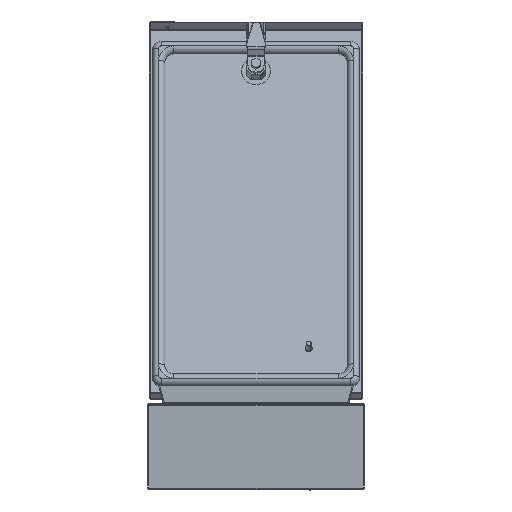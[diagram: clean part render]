
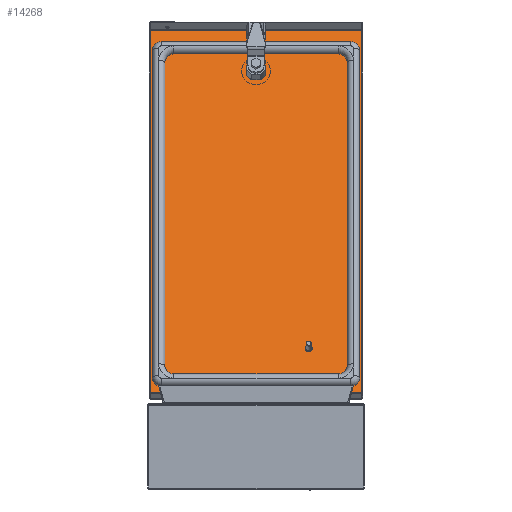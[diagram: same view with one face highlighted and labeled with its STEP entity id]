
A CAD part, left-side view. The second image highlights one B-rep face of the part: STEP entity #14268.
In plain terms, the highlighted face is planar.
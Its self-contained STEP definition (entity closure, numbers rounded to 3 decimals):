
#61 = AXIS2_PLACEMENT_3D ( 'NONE', #7251, #15249, #8790 ) ;
#422 = ORIENTED_EDGE ( 'NONE', *, *, #16586, .F. ) ;
#636 = ORIENTED_EDGE ( 'NONE', *, *, #981, .T. ) ;
#652 = EDGE_CURVE ( 'NONE', #9290, #8370, #12998, .T. ) ;
#859 = DIRECTION ( 'NONE',  ( 0., 0., 1. ) ) ;
#951 = VERTEX_POINT ( 'NONE', #4098 ) ;
#962 = DIRECTION ( 'NONE',  ( 0., 0., -1. ) ) ;
#981 = EDGE_CURVE ( 'NONE', #17515, #15441, #12041, .T. ) ;
#1009 = VECTOR ( 'NONE', #2953, 1000. ) ;
#1034 = CARTESIAN_POINT ( 'NONE',  ( 216.5, -116.5, -1. ) ) ;
#1210 = LINE ( 'NONE', #17063, #1009 ) ;
#1303 = CARTESIAN_POINT ( 'NONE',  ( -179.25, 0., -1. ) ) ;
#1370 = VECTOR ( 'NONE', #14148, 1000. ) ;
#1379 = EDGE_CURVE ( 'NONE', #951, #8712, #5110, .T. ) ;
#1419 = VECTOR ( 'NONE', #14166, 1000. ) ;
#1883 = EDGE_CURVE ( 'NONE', #6019, #6019, #4397, .T. ) ;
#2121 = CARTESIAN_POINT ( 'NONE',  ( -164.363, -10.25, -1. ) ) ;
#2468 = CARTESIAN_POINT ( 'NONE',  ( 0., -10.25, -1. ) ) ;
#2473 = ORIENTED_EDGE ( 'NONE', *, *, #14668, .F. ) ;
#2543 = VERTEX_POINT ( 'NONE', #9806 ) ;
#2783 = VECTOR ( 'NONE', #13691, 1000. ) ;
#2953 = DIRECTION ( 'NONE',  ( 0., -1., 0. ) ) ;
#2963 = DIRECTION ( 'NONE',  ( 1., 0., 0. ) ) ;
#3730 = ORIENTED_EDGE ( 'NONE', *, *, #11113, .T. ) ;
#4098 = CARTESIAN_POINT ( 'NONE',  ( -158.75, 4.637, -1. ) ) ;
#4397 = CIRCLE ( 'NONE', #15938, 0.5 ) ;
#4825 = CARTESIAN_POINT ( 'NONE',  ( 0., 10.25, -1. ) ) ;
#5110 = CIRCLE ( 'NONE', #16623, 11.25 ) ;
#6004 = EDGE_CURVE ( 'NONE', #14534, #9215, #1210, .T. ) ;
#6019 = VERTEX_POINT ( 'NONE', #18343 ) ;
#6148 = EDGE_CURVE ( 'NONE', #8370, #951, #13277, .T. ) ;
#6336 = LINE ( 'NONE', #12408, #1419 ) ;
#6577 = CARTESIAN_POINT ( 'NONE',  ( -164.363, 10.25, -1. ) ) ;
#6628 = CARTESIAN_POINT ( 'NONE',  ( -179.25, 4.637, -1. ) ) ;
#6639 = VECTOR ( 'NONE', #7225, 1000. ) ;
#6849 = CARTESIAN_POINT ( 'NONE',  ( -169., 0., -1. ) ) ;
#7092 = CARTESIAN_POINT ( 'NONE',  ( -179.25, -4.637, -1. ) ) ;
#7225 = DIRECTION ( 'NONE',  ( 0., 1., 0. ) ) ;
#7251 = CARTESIAN_POINT ( 'NONE',  ( 0., 0., -1. ) ) ;
#7340 = CARTESIAN_POINT ( 'NONE',  ( 216.5, 116.5, -1. ) ) ;
#7595 = DIRECTION ( 'NONE',  ( 0., 0., 1. ) ) ;
#7669 = VECTOR ( 'NONE', #12390, 1000. ) ;
#7715 = VERTEX_POINT ( 'NONE', #9751 ) ;
#8370 = VERTEX_POINT ( 'NONE', #8557 ) ;
#8557 = CARTESIAN_POINT ( 'NONE',  ( -158.75, -4.637, -1. ) ) ;
#8712 = VERTEX_POINT ( 'NONE', #6577 ) ;
#8790 = DIRECTION ( 'NONE',  ( 1., 0., 0. ) ) ;
#8879 = EDGE_LOOP ( 'NONE', ( #11485 ) ) ;
#8984 = PLANE ( 'NONE',  #61 ) ;
#9215 = VERTEX_POINT ( 'NONE', #12679 ) ;
#9290 = VERTEX_POINT ( 'NONE', #2121 ) ;
#9424 = CARTESIAN_POINT ( 'NONE',  ( 2403.5, 116.5, -1. ) ) ;
#9687 = DIRECTION ( 'NONE',  ( 0., 0., 1. ) ) ;
#9751 = CARTESIAN_POINT ( 'NONE',  ( -173.637, -10.25, -1. ) ) ;
#9806 = CARTESIAN_POINT ( 'NONE',  ( -173.637, 10.25, -1. ) ) ;
#9972 = VECTOR ( 'NONE', #10522, 1000. ) ;
#10082 = ORIENTED_EDGE ( 'NONE', *, *, #16901, .T. ) ;
#10418 = FACE_BOUND ( 'NONE', #8879, .T. ) ;
#10445 = CARTESIAN_POINT ( 'NONE',  ( -169., 0., -1. ) ) ;
#10522 = DIRECTION ( 'NONE',  ( 1., 0., 0. ) ) ;
#10610 = ORIENTED_EDGE ( 'NONE', *, *, #6004, .F. ) ;
#10913 = CARTESIAN_POINT ( 'NONE',  ( -169., 0., -1. ) ) ;
#11113 = EDGE_CURVE ( 'NONE', #2543, #17515, #15898, .T. ) ;
#11283 = ORIENTED_EDGE ( 'NONE', *, *, #13938, .F. ) ;
#11485 = ORIENTED_EDGE ( 'NONE', *, *, #1883, .F. ) ;
#12041 = LINE ( 'NONE', #1303, #2783 ) ;
#12064 = LINE ( 'NONE', #2468, #9972 ) ;
#12358 = LINE ( 'NONE', #4825, #16578 ) ;
#12390 = DIRECTION ( 'NONE',  ( 1., 0., 0. ) ) ;
#12408 = CARTESIAN_POINT ( 'NONE',  ( 216.5, 0., -1. ) ) ;
#12679 = CARTESIAN_POINT ( 'NONE',  ( -216.5, -116.5, -1. ) ) ;
#12969 = CIRCLE ( 'NONE', #13305, 11.25 ) ;
#12998 = CIRCLE ( 'NONE', #13664, 11.25 ) ;
#13277 = LINE ( 'NONE', #18185, #6639 ) ;
#13305 = AXIS2_PLACEMENT_3D ( 'NONE', #10913, #9687, #2963 ) ;
#13515 = FACE_OUTER_BOUND ( 'NONE', #13548, .T. ) ;
#13548 = EDGE_LOOP ( 'NONE', ( #422, #2473, #10610, #11283 ) ) ;
#13664 = AXIS2_PLACEMENT_3D ( 'NONE', #10445, #859, #19924 ) ;
#13691 = DIRECTION ( 'NONE',  ( 0., -1., 0. ) ) ;
#13922 = AXIS2_PLACEMENT_3D ( 'NONE', #6849, #19596, #19380 ) ;
#13931 = ORIENTED_EDGE ( 'NONE', *, *, #1379, .T. ) ;
#13938 = EDGE_CURVE ( 'NONE', #16767, #14534, #14054, .T. ) ;
#14054 = LINE ( 'NONE', #9424, #1370 ) ;
#14148 = DIRECTION ( 'NONE',  ( -1., 0., 0. ) ) ;
#14166 = DIRECTION ( 'NONE',  ( 0., 1., 0. ) ) ;
#14239 = EDGE_CURVE ( 'NONE', #7715, #9290, #12064, .T. ) ;
#14242 = VERTEX_POINT ( 'NONE', #1034 ) ;
#14268 = ADVANCED_FACE ( 'NONE', ( #10418, #18409, #13515 ), #8984, .F. ) ;
#14534 = VERTEX_POINT ( 'NONE', #20023 ) ;
#14668 = EDGE_CURVE ( 'NONE', #9215, #14242, #18140, .T. ) ;
#15249 = DIRECTION ( 'NONE',  ( 0., 0., 1. ) ) ;
#15441 = VERTEX_POINT ( 'NONE', #7092 ) ;
#15898 = CIRCLE ( 'NONE', #13922, 11.25 ) ;
#15938 = AXIS2_PLACEMENT_3D ( 'NONE', #16523, #962, #19725 ) ;
#16320 = ORIENTED_EDGE ( 'NONE', *, *, #16985, .T. ) ;
#16523 = CARTESIAN_POINT ( 'NONE',  ( 158.5, -58.5, -1. ) ) ;
#16546 = DIRECTION ( 'NONE',  ( 1., 0., 0. ) ) ;
#16578 = VECTOR ( 'NONE', #18606, 1000. ) ;
#16586 = EDGE_CURVE ( 'NONE', #14242, #16767, #6336, .T. ) ;
#16619 = CARTESIAN_POINT ( 'NONE',  ( -2403.5, -116.5, -1. ) ) ;
#16623 = AXIS2_PLACEMENT_3D ( 'NONE', #18362, #7595, #16546 ) ;
#16767 = VERTEX_POINT ( 'NONE', #7340 ) ;
#16901 = EDGE_CURVE ( 'NONE', #15441, #7715, #12969, .T. ) ;
#16985 = EDGE_CURVE ( 'NONE', #8712, #2543, #12358, .T. ) ;
#17063 = CARTESIAN_POINT ( 'NONE',  ( -216.5, 0., -1. ) ) ;
#17515 = VERTEX_POINT ( 'NONE', #6628 ) ;
#18140 = LINE ( 'NONE', #16619, #7669 ) ;
#18185 = CARTESIAN_POINT ( 'NONE',  ( -158.75, 0., -1. ) ) ;
#18343 = CARTESIAN_POINT ( 'NONE',  ( 158., -58.5, -1. ) ) ;
#18362 = CARTESIAN_POINT ( 'NONE',  ( -169., 0., -1. ) ) ;
#18409 = FACE_BOUND ( 'NONE', #19517, .T. ) ;
#18606 = DIRECTION ( 'NONE',  ( -1., 0., 0. ) ) ;
#19380 = DIRECTION ( 'NONE',  ( 1., 0., 0. ) ) ;
#19517 = EDGE_LOOP ( 'NONE', ( #16320, #3730, #636, #10082, #19982, #20057, #20225, #13931 ) ) ;
#19596 = DIRECTION ( 'NONE',  ( 0., 0., 1. ) ) ;
#19725 = DIRECTION ( 'NONE',  ( -1., 0., 0. ) ) ;
#19924 = DIRECTION ( 'NONE',  ( 1., 0., 0. ) ) ;
#19982 = ORIENTED_EDGE ( 'NONE', *, *, #14239, .T. ) ;
#20023 = CARTESIAN_POINT ( 'NONE',  ( -216.5, 116.5, -1. ) ) ;
#20057 = ORIENTED_EDGE ( 'NONE', *, *, #652, .T. ) ;
#20225 = ORIENTED_EDGE ( 'NONE', *, *, #6148, .T. ) ;
